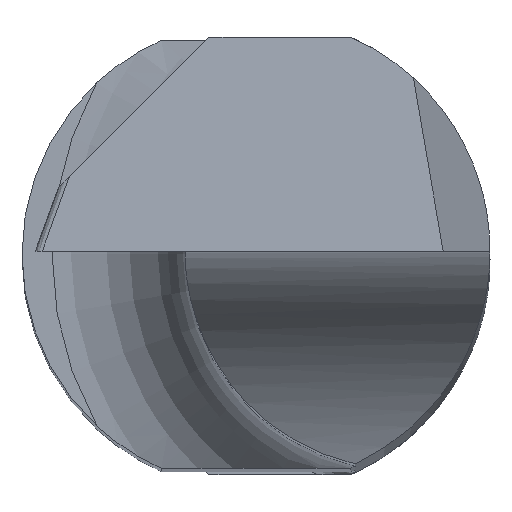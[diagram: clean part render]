
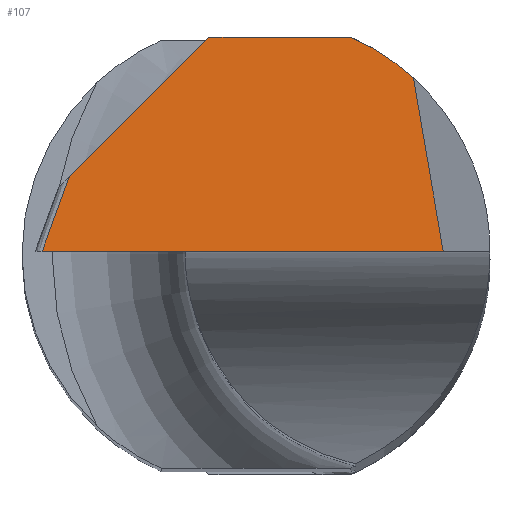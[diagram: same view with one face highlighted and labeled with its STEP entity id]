
A CAD part, top view. The second image highlights one B-rep face of the part: STEP entity #107.
In plain terms, the highlighted planar face has unit normal (0.035, 0.044, 0.998).
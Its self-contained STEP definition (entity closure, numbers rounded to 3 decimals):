
#68=PLANE('',#999);
#107=ADVANCED_FACE('',(#157),#68,.F.);
#157=FACE_OUTER_BOUND('',#199,.T.);
#199=EDGE_LOOP('',(#421,#422,#423,#424,#425,#426));
#230=ELLIPSE('',#974,3.505,3.5);
#421=ORIENTED_EDGE('',*,*,#667,.F.);
#422=ORIENTED_EDGE('',*,*,#608,.T.);
#423=ORIENTED_EDGE('',*,*,#666,.T.);
#424=ORIENTED_EDGE('',*,*,#668,.F.);
#425=ORIENTED_EDGE('',*,*,#669,.F.);
#426=ORIENTED_EDGE('',*,*,#654,.T.);
#512=VERTEX_POINT('',#1591);
#513=VERTEX_POINT('',#1593);
#544=VERTEX_POINT('',#1909);
#545=VERTEX_POINT('',#1911);
#553=VERTEX_POINT('',#2087);
#554=VERTEX_POINT('',#2092);
#608=EDGE_CURVE('',#513,#512,#230,.T.);
#654=EDGE_CURVE('',#545,#544,#821,.T.);
#666=EDGE_CURVE('',#512,#553,#826,.T.);
#667=EDGE_CURVE('',#513,#544,#827,.T.);
#668=EDGE_CURVE('',#554,#553,#828,.T.);
#669=EDGE_CURVE('',#545,#554,#829,.T.);
#821=LINE('',#1910,#880);
#826=LINE('',#2088,#885);
#827=LINE('',#2090,#886);
#828=LINE('',#2091,#887);
#829=LINE('',#2093,#888);
#880=VECTOR('',#1154,1.);
#885=VECTOR('',#1161,1.);
#886=VECTOR('',#1164,1.);
#887=VECTOR('',#1165,1.);
#888=VECTOR('',#1166,1.);
#974=AXIS2_PLACEMENT_3D('',#1592,#1095,#1096);
#999=AXIS2_PLACEMENT_3D('',#2094,#1167,#1168);
#1095=DIRECTION('',(0.035,0.044,0.998));
#1096=DIRECTION('',(0.623,0.78,-0.056));
#1154=DIRECTION('',(0.999,0.,-0.035));
#1161=DIRECTION('',(-0.999,0.,0.035));
#1164=DIRECTION('',(0.17,-0.985,0.037));
#1165=DIRECTION('',(0.706,0.706,-0.055));
#1166=DIRECTION('',(0.342,0.938,-0.053));
#1167=DIRECTION('',(-0.035,-0.044,-0.998));
#1168=DIRECTION('',(0.002,-0.999,0.044));
#1591=CARTESIAN_POINT('',(1.418,3.2,42.199));
#1592=CARTESIAN_POINT('',(0.,0.,42.388));
#1593=CARTESIAN_POINT('',(2.353,2.591,42.193));
#1909=CARTESIAN_POINT('',(2.8,0.,42.291));
#1910=CARTESIAN_POINT('',(-3.197,0.,42.5));
#1911=CARTESIAN_POINT('',(-3.197,0.,42.5));
#2087=CARTESIAN_POINT('',(-0.704,3.2,42.273));
#2088=CARTESIAN_POINT('',(1.418,3.2,42.199));
#2090=CARTESIAN_POINT('',(2.353,2.591,42.193));
#2091=CARTESIAN_POINT('',(-2.792,1.113,42.437));
#2092=CARTESIAN_POINT('',(-2.792,1.113,42.437));
#2093=CARTESIAN_POINT('',(-3.197,0.,42.5));
#2094=CARTESIAN_POINT('',(-4.353,3.2,42.401));
